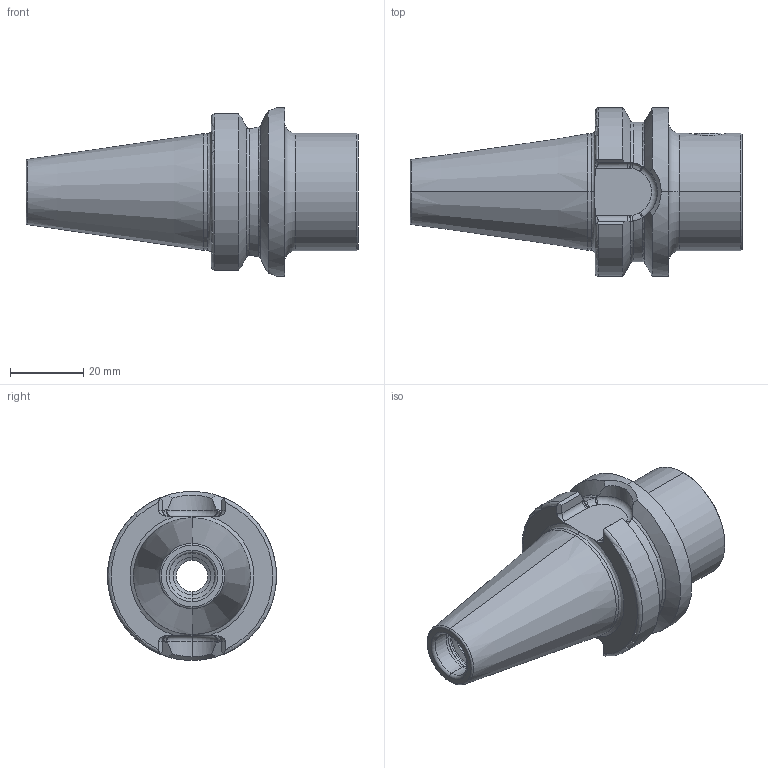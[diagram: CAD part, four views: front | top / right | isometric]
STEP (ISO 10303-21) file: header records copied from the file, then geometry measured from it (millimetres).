
FILE_DESCRIPTION (( 'STEP AP203' ), '1' );
FILE_NAME ('102.312.321.STEP', '2018-03-12T07:43:58', ( 'SWIAdmin' ), ( 'Hewlett-Packard Company' ), 'SwSTEP 2.0', 'SolidWorks 2017', '' );
FILE_SCHEMA (( 'CONFIG_CONTROL_DESIGN' ));
Length unit declared in the file: millimetre
Products named in the file (3): MB3-ER1.001.011_A; 102.312.321; BT3-MB3.K01.042_C
Assembly tree (2 placements, depth 2):
  102.312.321
    BT3-MB3.K01.042_C
    MB3-ER1.001.011_A
Bounding box: 90.4 x 46 x 46 mm (x, y, z)
Volume: 58698.4 mm3; surface area: 15333.1 mm2
Topology: 2 solids, 2 shells, 180 faces, 432 edges, 258 vertices
Faces by surface type: cylinder 54, plane 43, cone 36, torus 29, bspline 18
Entity records: 6330 total; most frequent: CARTESIAN_POINT 2001, ORIENTED_EDGE 860, DIRECTION 848, EDGE_CURVE 430, AXIS2_PLACEMENT_3D 354, VERTEX_POINT 258, EDGE_LOOP 188, CIRCLE 187
